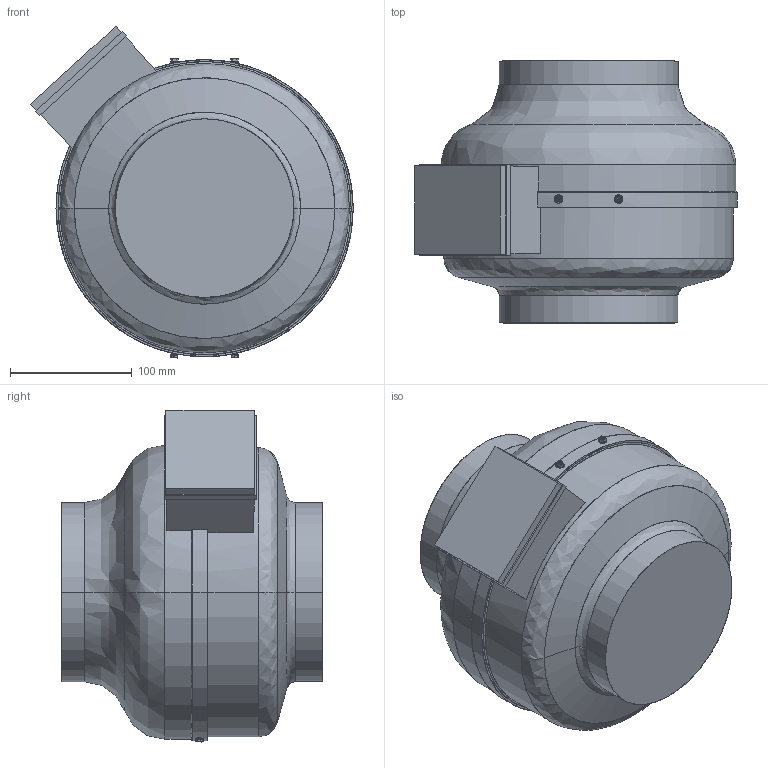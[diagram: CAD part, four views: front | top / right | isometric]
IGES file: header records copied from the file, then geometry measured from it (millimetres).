
Start section: SolidWorks IGES file using analytic representation for surfaces
Global section: file name: AXC150EC Elicent.IGS; native system: SolidWorks 2018; preprocessor: SolidWorks 2018; author: binatti; date: 220509.140742; units: millimetre
Bounding box: 264.88 x 215.2 x 272.79 mm (x, y, z)
Surface area: 220138.1 mm2 (no closed solid volume)
Topology: 0 solids, 0 shells, 326 faces, 2751 edges, 2721 vertices
Faces by surface type: bspline 190, revolution 136
